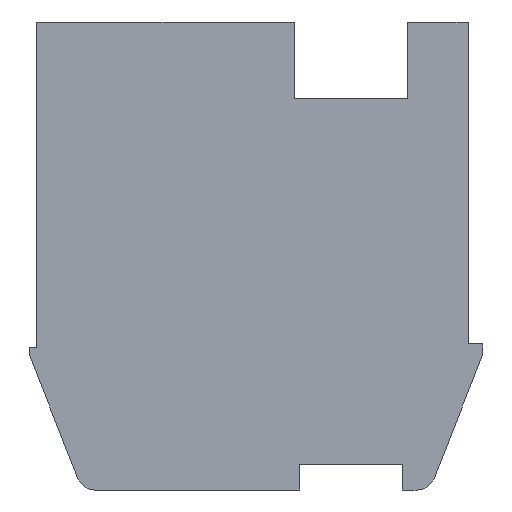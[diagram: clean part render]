
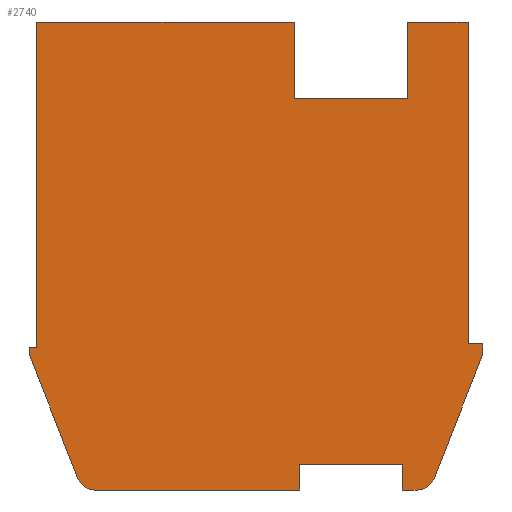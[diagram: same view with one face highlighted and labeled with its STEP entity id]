
A CAD part, front view. The second image highlights one B-rep face of the part: STEP entity #2740.
In plain terms, the highlighted planar face has unit normal (0, -1, 0).
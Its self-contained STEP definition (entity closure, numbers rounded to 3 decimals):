
#1=DIRECTION('',(-0.365,0.,-0.931));
#2=VECTOR('',#1,3.633);
#3=CARTESIAN_POINT('',(6.2,0.,-2.7));
#4=LINE('',#3,#2);
#5=CARTESIAN_POINT('',(4.409,0.,-5.9));
#6=DIRECTION('',(0.,1.,0.));
#7=DIRECTION('',(0.931,0.,-0.365));
#8=AXIS2_PLACEMENT_3D('',#5,#6,#7);
#10=DIRECTION('',(-1.,0.,0.));
#11=VECTOR('',#10,0.409);
#12=CARTESIAN_POINT('',(4.409,0.,-6.4));
#13=LINE('',#12,#11);
#14=DIRECTION('',(0.,0.,1.));
#15=VECTOR('',#14,0.7);
#16=CARTESIAN_POINT('',(4.,0.,-6.4));
#17=LINE('',#16,#15);
#18=DIRECTION('',(-1.,0.,0.));
#19=VECTOR('',#18,2.8);
#20=CARTESIAN_POINT('',(4.,0.,-5.7));
#21=LINE('',#20,#19);
#22=DIRECTION('',(0.,0.,-1.));
#23=VECTOR('',#22,0.7);
#24=CARTESIAN_POINT('',(1.2,0.,-5.7));
#25=LINE('',#24,#23);
#26=DIRECTION('',(-1.,0.,0.));
#27=VECTOR('',#26,5.609);
#28=CARTESIAN_POINT('',(1.2,0.,-6.4));
#29=LINE('',#28,#27);
#30=CARTESIAN_POINT('',(-4.409,0.,-5.9));
#31=DIRECTION('',(0.,1.,0.));
#32=DIRECTION('',(0.,0.,-1.));
#33=AXIS2_PLACEMENT_3D('',#30,#31,#32);
#35=DIRECTION('',(-0.365,0.,0.931));
#36=VECTOR('',#35,3.633);
#37=CARTESIAN_POINT('',(-4.874,0.,-6.082));
#38=LINE('',#37,#36);
#39=DIRECTION('',(0.,0.,1.));
#40=VECTOR('',#39,0.2);
#41=CARTESIAN_POINT('',(-6.2,0.,-2.7));
#42=LINE('',#41,#40);
#43=DIRECTION('',(1.,0.,0.));
#44=VECTOR('',#43,0.2);
#45=CARTESIAN_POINT('',(-6.2,0.,-2.5));
#46=LINE('',#45,#44);
#47=DIRECTION('',(0.,0.,1.));
#48=VECTOR('',#47,8.9);
#49=CARTESIAN_POINT('',(-6.,0.,-2.5));
#50=LINE('',#49,#48);
#51=DIRECTION('',(1.,0.,0.));
#52=VECTOR('',#51,7.05);
#53=CARTESIAN_POINT('',(-6.,0.,6.4));
#54=LINE('',#53,#52);
#55=DIRECTION('',(0.,0.,-1.));
#56=VECTOR('',#55,2.1);
#57=CARTESIAN_POINT('',(1.05,0.,6.4));
#58=LINE('',#57,#56);
#59=DIRECTION('',(1.,0.,0.));
#60=VECTOR('',#59,3.1);
#61=CARTESIAN_POINT('',(1.05,0.,4.3));
#62=LINE('',#61,#60);
#63=DIRECTION('',(0.,0.,1.));
#64=VECTOR('',#63,2.1);
#65=CARTESIAN_POINT('',(4.15,0.,4.3));
#66=LINE('',#65,#64);
#67=DIRECTION('',(1.,0.,0.));
#68=VECTOR('',#67,1.65);
#69=CARTESIAN_POINT('',(4.15,0.,6.4));
#70=LINE('',#69,#68);
#71=DIRECTION('',(0.,0.,-1.));
#72=VECTOR('',#71,8.8);
#73=CARTESIAN_POINT('',(5.8,0.,6.4));
#74=LINE('',#73,#72);
#75=DIRECTION('',(1.,0.,0.));
#76=VECTOR('',#75,0.4);
#77=CARTESIAN_POINT('',(5.8,0.,-2.4));
#78=LINE('',#77,#76);
#79=DIRECTION('',(0.,0.,-1.));
#80=VECTOR('',#79,0.3);
#81=CARTESIAN_POINT('',(6.2,0.,-2.4));
#82=LINE('',#81,#80);
#2053=CARTESIAN_POINT('',(6.2,0.,-2.7));
#2054=CARTESIAN_POINT('',(4.874,0.,-6.082));
#2055=VERTEX_POINT('',#2053);
#2056=VERTEX_POINT('',#2054);
#2057=CARTESIAN_POINT('',(4.409,0.,-6.4));
#2058=VERTEX_POINT('',#2057);
#2059=CARTESIAN_POINT('',(4.,0.,-6.4));
#2060=VERTEX_POINT('',#2059);
#2061=CARTESIAN_POINT('',(4.,0.,-5.7));
#2062=VERTEX_POINT('',#2061);
#2063=CARTESIAN_POINT('',(1.2,0.,-5.7));
#2064=VERTEX_POINT('',#2063);
#2065=CARTESIAN_POINT('',(1.2,0.,-6.4));
#2066=VERTEX_POINT('',#2065);
#2067=CARTESIAN_POINT('',(-4.409,0.,-6.4));
#2068=VERTEX_POINT('',#2067);
#2069=CARTESIAN_POINT('',(-4.874,0.,-6.082));
#2070=VERTEX_POINT('',#2069);
#2071=CARTESIAN_POINT('',(-6.2,0.,-2.7));
#2072=VERTEX_POINT('',#2071);
#2073=CARTESIAN_POINT('',(-6.2,0.,-2.5));
#2074=VERTEX_POINT('',#2073);
#2075=CARTESIAN_POINT('',(-6.,0.,-2.5));
#2076=VERTEX_POINT('',#2075);
#2077=CARTESIAN_POINT('',(-6.,0.,6.4));
#2078=VERTEX_POINT('',#2077);
#2079=CARTESIAN_POINT('',(1.05,0.,6.4));
#2080=VERTEX_POINT('',#2079);
#2081=CARTESIAN_POINT('',(1.05,0.,4.3));
#2082=VERTEX_POINT('',#2081);
#2083=CARTESIAN_POINT('',(4.15,0.,4.3));
#2084=VERTEX_POINT('',#2083);
#2085=CARTESIAN_POINT('',(4.15,0.,6.4));
#2086=VERTEX_POINT('',#2085);
#2087=CARTESIAN_POINT('',(5.8,0.,6.4));
#2088=VERTEX_POINT('',#2087);
#2089=CARTESIAN_POINT('',(5.8,0.,-2.4));
#2090=VERTEX_POINT('',#2089);
#2091=CARTESIAN_POINT('',(6.2,0.,-2.4));
#2092=VERTEX_POINT('',#2091);
#2693=CARTESIAN_POINT('',(0.,0.,0.));
#2694=DIRECTION('',(0.,1.,0.));
#2695=DIRECTION('',(1.,0.,0.));
#2696=AXIS2_PLACEMENT_3D('',#2693,#2694,#2695);
#2697=PLANE('',#2696);
#2699=ORIENTED_EDGE('',*,*,#2698,.T.);
#2701=ORIENTED_EDGE('',*,*,#2700,.T.);
#2703=ORIENTED_EDGE('',*,*,#2702,.T.);
#2705=ORIENTED_EDGE('',*,*,#2704,.T.);
#2707=ORIENTED_EDGE('',*,*,#2706,.T.);
#2709=ORIENTED_EDGE('',*,*,#2708,.T.);
#2711=ORIENTED_EDGE('',*,*,#2710,.T.);
#2713=ORIENTED_EDGE('',*,*,#2712,.T.);
#2715=ORIENTED_EDGE('',*,*,#2714,.T.);
#2717=ORIENTED_EDGE('',*,*,#2716,.T.);
#2719=ORIENTED_EDGE('',*,*,#2718,.T.);
#2721=ORIENTED_EDGE('',*,*,#2720,.T.);
#2723=ORIENTED_EDGE('',*,*,#2722,.T.);
#2725=ORIENTED_EDGE('',*,*,#2724,.T.);
#2727=ORIENTED_EDGE('',*,*,#2726,.T.);
#2729=ORIENTED_EDGE('',*,*,#2728,.T.);
#2731=ORIENTED_EDGE('',*,*,#2730,.T.);
#2733=ORIENTED_EDGE('',*,*,#2732,.T.);
#2735=ORIENTED_EDGE('',*,*,#2734,.T.);
#2737=ORIENTED_EDGE('',*,*,#2736,.T.);
#2738=EDGE_LOOP('',(#2699,#2701,#2703,#2705,#2707,#2709,#2711,#2713,#2715,#2717,
#2719,#2721,#2723,#2725,#2727,#2729,#2731,#2733,#2735,#2737));
#2739=FACE_OUTER_BOUND('',#2738,.F.);
#2740=ADVANCED_FACE('',(#2739),#2697,.F.);
#9=CIRCLE('',#8,0.5);
#34=CIRCLE('',#33,0.5);
#2698=EDGE_CURVE('',#2055,#2056,#4,.T.);
#2700=EDGE_CURVE('',#2056,#2058,#9,.T.);
#2702=EDGE_CURVE('',#2058,#2060,#13,.T.);
#2704=EDGE_CURVE('',#2060,#2062,#17,.T.);
#2706=EDGE_CURVE('',#2062,#2064,#21,.T.);
#2708=EDGE_CURVE('',#2064,#2066,#25,.T.);
#2710=EDGE_CURVE('',#2066,#2068,#29,.T.);
#2712=EDGE_CURVE('',#2068,#2070,#34,.T.);
#2714=EDGE_CURVE('',#2070,#2072,#38,.T.);
#2716=EDGE_CURVE('',#2072,#2074,#42,.T.);
#2718=EDGE_CURVE('',#2074,#2076,#46,.T.);
#2720=EDGE_CURVE('',#2076,#2078,#50,.T.);
#2722=EDGE_CURVE('',#2078,#2080,#54,.T.);
#2724=EDGE_CURVE('',#2080,#2082,#58,.T.);
#2726=EDGE_CURVE('',#2082,#2084,#62,.T.);
#2728=EDGE_CURVE('',#2084,#2086,#66,.T.);
#2730=EDGE_CURVE('',#2086,#2088,#70,.T.);
#2732=EDGE_CURVE('',#2088,#2090,#74,.T.);
#2734=EDGE_CURVE('',#2090,#2092,#78,.T.);
#2736=EDGE_CURVE('',#2092,#2055,#82,.T.);
